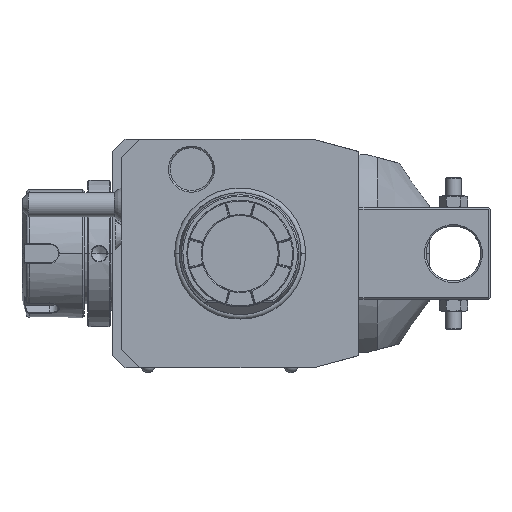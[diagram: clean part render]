
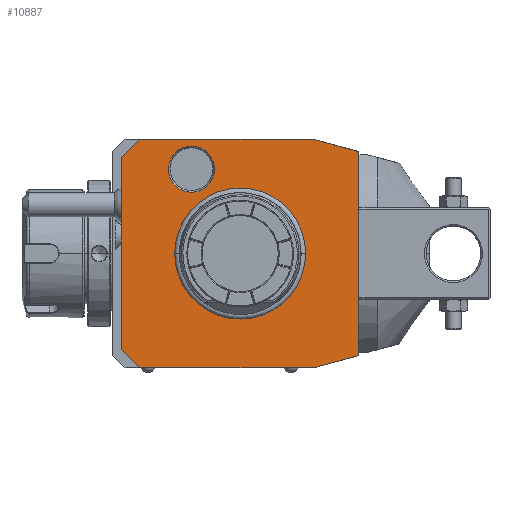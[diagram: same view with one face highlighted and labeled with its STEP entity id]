
A CAD part, front view. The second image highlights one B-rep face of the part: STEP entity #10887.
In plain terms, the highlighted planar face has unit normal (0, -1, 0).
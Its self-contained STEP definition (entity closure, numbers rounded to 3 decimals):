
#1=DIRECTION('',(-0.966,0.,0.259));
#2=VECTOR('',#1,15.529);
#3=CARTESIAN_POINT('',(39.,0.,33.481));
#4=LINE('',#3,#2);
#5=DIRECTION('',(0.,0.,1.));
#6=VECTOR('',#5,66.962);
#7=CARTESIAN_POINT('',(39.,0.,-33.481));
#8=LINE('',#7,#6);
#9=DIRECTION('',(0.966,0.,0.259));
#10=VECTOR('',#9,15.529);
#11=CARTESIAN_POINT('',(24.,0.,-37.5));
#12=LINE('',#11,#10);
#13=DIRECTION('',(1.,0.,0.));
#14=VECTOR('',#13,57.);
#15=CARTESIAN_POINT('',(-33.,0.,-37.5));
#16=LINE('',#15,#14);
#17=DIRECTION('',(0.707,0.,-0.707));
#18=VECTOR('',#17,8.485);
#19=CARTESIAN_POINT('',(-39.,0.,-31.5));
#20=LINE('',#19,#18);
#21=DIRECTION('',(0.,0.,-1.));
#22=VECTOR('',#21,63.);
#23=CARTESIAN_POINT('',(-39.,0.,31.5));
#24=LINE('',#23,#22);
#25=DIRECTION('',(-0.707,0.,-0.707));
#26=VECTOR('',#25,8.485);
#27=CARTESIAN_POINT('',(-33.,0.,37.5));
#28=LINE('',#27,#26);
#29=DIRECTION('',(-1.,0.,0.));
#30=VECTOR('',#29,57.);
#31=CARTESIAN_POINT('',(24.,0.,37.5));
#32=LINE('',#31,#30);
#33=CARTESIAN_POINT('',(-16.,0.,27.713));
#34=DIRECTION('',(0.,1.,0.));
#35=DIRECTION('',(1.,0.,0.));
#36=AXIS2_PLACEMENT_3D('',#33,#34,#35);
#38=CARTESIAN_POINT('',(-16.,0.,27.713));
#39=DIRECTION('',(0.,1.,0.));
#40=DIRECTION('',(-1.,0.,0.));
#41=AXIS2_PLACEMENT_3D('',#38,#39,#40);
#7496=CARTESIAN_POINT('',(0.,0.,0.));
#7497=DIRECTION('',(0.,1.,0.));
#7498=DIRECTION('',(-1.,0.,0.));
#7499=AXIS2_PLACEMENT_3D('',#7496,#7497,#7498);
#7501=CARTESIAN_POINT('',(0.,0.,0.));
#7502=DIRECTION('',(0.,1.,0.));
#7503=DIRECTION('',(1.,0.,0.));
#7504=AXIS2_PLACEMENT_3D('',#7501,#7502,#7503);
#9773=CARTESIAN_POINT('',(-8.423,0.,27.713));
#9774=CARTESIAN_POINT('',(-23.577,0.,27.713));
#9775=VERTEX_POINT('',#9773);
#9776=VERTEX_POINT('',#9774);
#10692=CARTESIAN_POINT('',(39.,0.,33.481));
#10693=CARTESIAN_POINT('',(24.,0.,37.5));
#10694=VERTEX_POINT('',#10692);
#10695=VERTEX_POINT('',#10693);
#10696=CARTESIAN_POINT('',(-33.,0.,37.5));
#10697=VERTEX_POINT('',#10696);
#10698=CARTESIAN_POINT('',(-39.,0.,31.5));
#10699=VERTEX_POINT('',#10698);
#10700=CARTESIAN_POINT('',(-39.,0.,-31.5));
#10701=VERTEX_POINT('',#10700);
#10702=CARTESIAN_POINT('',(-33.,0.,-37.5));
#10703=VERTEX_POINT('',#10702);
#10704=CARTESIAN_POINT('',(24.,0.,-37.5));
#10705=VERTEX_POINT('',#10704);
#10706=CARTESIAN_POINT('',(39.,0.,-33.481));
#10707=VERTEX_POINT('',#10706);
#10744=CARTESIAN_POINT('',(-21.137,0.,0.));
#10745=CARTESIAN_POINT('',(21.137,0.,0.));
#10746=VERTEX_POINT('',#10744);
#10747=VERTEX_POINT('',#10745);
#10852=CARTESIAN_POINT('',(0.,0.,0.));
#10853=DIRECTION('',(0.,-1.,0.));
#10854=DIRECTION('',(-1.,0.,0.));
#10855=AXIS2_PLACEMENT_3D('',#10852,#10853,#10854);
#10856=PLANE('',#10855);
#10858=ORIENTED_EDGE('',*,*,#10857,.F.);
#10860=ORIENTED_EDGE('',*,*,#10859,.F.);
#10862=ORIENTED_EDGE('',*,*,#10861,.F.);
#10864=ORIENTED_EDGE('',*,*,#10863,.F.);
#10866=ORIENTED_EDGE('',*,*,#10865,.F.);
#10868=ORIENTED_EDGE('',*,*,#10867,.F.);
#10870=ORIENTED_EDGE('',*,*,#10869,.F.);
#10872=ORIENTED_EDGE('',*,*,#10871,.F.);
#10873=EDGE_LOOP('',(#10858,#10860,#10862,#10864,#10866,#10868,#10870,#10872));
#10874=FACE_OUTER_BOUND('',#10873,.F.);
#10876=ORIENTED_EDGE('',*,*,#10875,.F.);
#10878=ORIENTED_EDGE('',*,*,#10877,.F.);
#10879=EDGE_LOOP('',(#10876,#10878));
#10880=FACE_BOUND('',#10879,.F.);
#10882=ORIENTED_EDGE('',*,*,#10881,.F.);
#10884=ORIENTED_EDGE('',*,*,#10883,.F.);
#10885=EDGE_LOOP('',(#10882,#10884));
#10886=FACE_BOUND('',#10885,.F.);
#37=CIRCLE('',#36,7.577);
#42=CIRCLE('',#41,7.577);
#7500=CIRCLE('',#7499,21.137);
#7505=CIRCLE('',#7504,21.137);
#10857=EDGE_CURVE('',#10694,#10695,#4,.T.);
#10859=EDGE_CURVE('',#10707,#10694,#8,.T.);
#10861=EDGE_CURVE('',#10705,#10707,#12,.T.);
#10863=EDGE_CURVE('',#10703,#10705,#16,.T.);
#10865=EDGE_CURVE('',#10701,#10703,#20,.T.);
#10867=EDGE_CURVE('',#10699,#10701,#24,.T.);
#10869=EDGE_CURVE('',#10697,#10699,#28,.T.);
#10871=EDGE_CURVE('',#10695,#10697,#32,.T.);
#10875=EDGE_CURVE('',#10746,#10747,#7500,.T.);
#10877=EDGE_CURVE('',#10747,#10746,#7505,.T.);
#10881=EDGE_CURVE('',#9775,#9776,#37,.T.);
#10883=EDGE_CURVE('',#9776,#9775,#42,.T.);
#10887=ADVANCED_FACE('',(#10874,#10880,#10886),#10856,.T.);
